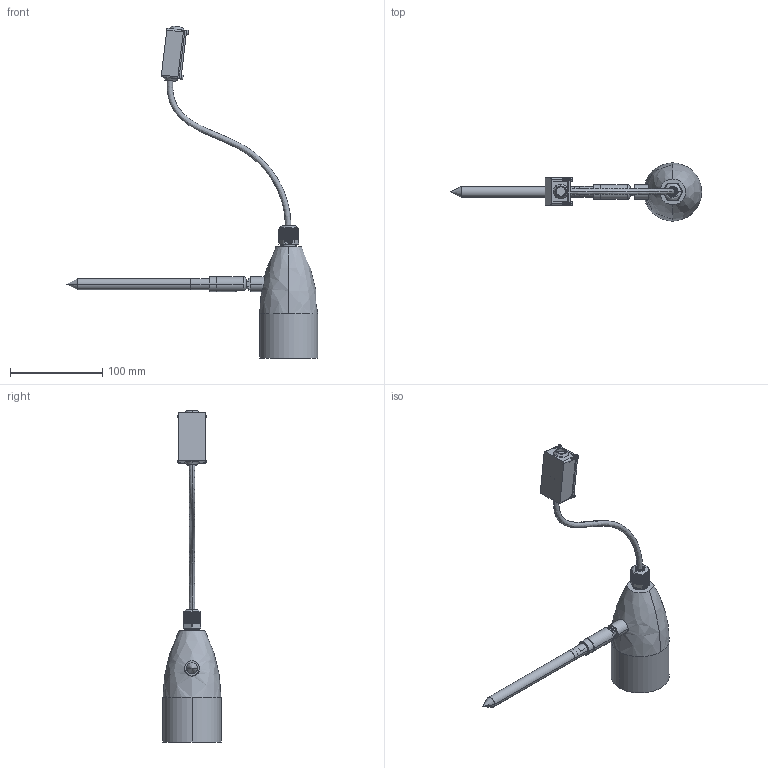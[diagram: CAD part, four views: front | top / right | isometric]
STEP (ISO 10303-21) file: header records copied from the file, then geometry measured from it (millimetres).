
FILE_DESCRIPTION((''),'2;1');
FILE_NAME('INSIDE_ASM','2022-02-24T',('Administrator'),(''),'PRO/ENGINEER BY PARAMETRIC TECHNOLOGY CORPORATION, 2014000','PRO/ENGINEER BY PARAMETRIC TECHNOLOGY CORPORATION, 2014000','');
FILE_SCHEMA(('CONFIG_CONTROL_DESIGN'));
Length unit declared in the file: millimetre
Products named in the file (20): D63X78; 27X18X6; G9DENGTOU; G9LED; D63X48; D57X3-PMMA; D16X20; D16X62WANXIANG; D12X20; D12X141; PG9-2; PG9-1; PG9-33; D6-LLL; 53X30X18; 53X30X1-5-PU; 53X30X2; D16X7-PU; M3X8; INSIDE_ASM
Assembly tree (23 placements, depth 2):
  INSIDE_ASM
    D63X78
    27X18X6
    G9DENGTOU
    G9LED
    D63X48
    D57X3-PMMA
    D16X20
    D16X62WANXIANG
    D12X20
    D12X141
    PG9-2
    PG9-1
    PG9-33
    D6-LLL
    53X30X18
    53X30X1-5-PU
    53X30X2
    D16X7-PU  x2
    M3X8  x4
Bounding box: 272.7 x 63 x 360 mm (x, y, z)
Volume: 143252.1 mm3; surface area: 97858 mm2
Topology: 23 solids, 23 shells, 1233 faces, 3284 edges, 2088 vertices
Faces by surface type: plane 637, cylinder 380, bspline 152, cone 32, torus 24, sphere 8
Entity records: 43041 total; most frequent: CARTESIAN_POINT 17973, ORIENTED_EDGE 5418, DIRECTION 4703, EDGE_CURVE 2709, VERTEX_POINT 1765, VECTOR 1587, LINE 1587, AXIS2_PLACEMENT_3D 1558
